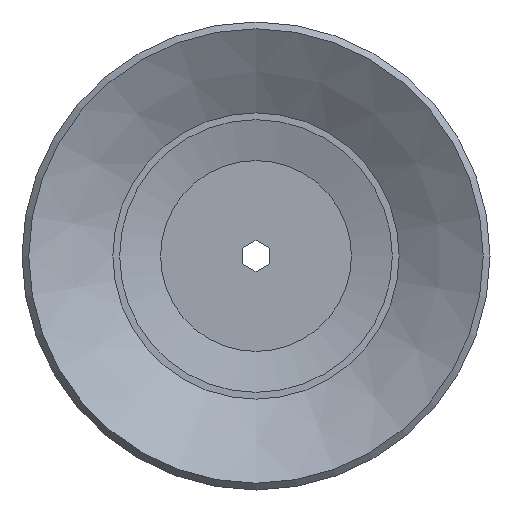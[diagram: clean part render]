
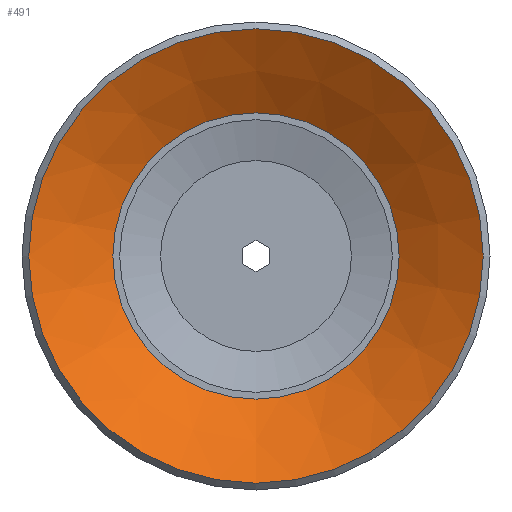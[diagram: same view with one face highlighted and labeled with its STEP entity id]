
A CAD part, front view. The second image highlights one B-rep face of the part: STEP entity #491.
In plain terms, the highlighted conical face has half-angle 57.857 degrees and reference radius 25 mm.
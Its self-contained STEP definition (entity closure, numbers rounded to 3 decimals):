
#58=CONICAL_SURFACE('',#527,25.,1.01);
#80=ORIENTED_EDGE('',*,*,#145,.F.);
#81=ORIENTED_EDGE('',*,*,#144,.T.);
#144=EDGE_CURVE('',#179,#179,#208,.T.);
#145=EDGE_CURVE('',#180,#180,#209,.T.);
#179=VERTEX_POINT('',#677);
#180=VERTEX_POINT('',#680);
#208=CIRCLE('',#526,25.);
#209=CIRCLE('',#528,15.75);
#231=EDGE_LOOP('',(#80));
#232=EDGE_LOOP('',(#81));
#273=FACE_BOUND('',#231,.T.);
#274=FACE_BOUND('',#232,.T.);
#491=ADVANCED_FACE('',(#273,#274),#58,.F.);
#526=AXIS2_PLACEMENT_3D('',#676,#581,#582);
#527=AXIS2_PLACEMENT_3D('',#678,#583,#584);
#528=AXIS2_PLACEMENT_3D('',#679,#585,#586);
#581=DIRECTION('',(0.,-1.,0.));
#582=DIRECTION('',(0.,0.,-1.));
#583=DIRECTION('',(0.,-1.,0.));
#584=DIRECTION('',(0.,0.,-1.));
#585=DIRECTION('',(0.,-1.,0.));
#586=DIRECTION('',(0.,0.,-1.));
#676=CARTESIAN_POINT('',(0.,0.,0.));
#677=CARTESIAN_POINT('',(0.,0.,-25.));
#678=CARTESIAN_POINT('',(0.,0.,0.));
#679=CARTESIAN_POINT('',(0.,5.812,0.));
#680=CARTESIAN_POINT('',(0.,5.812,-15.75));
